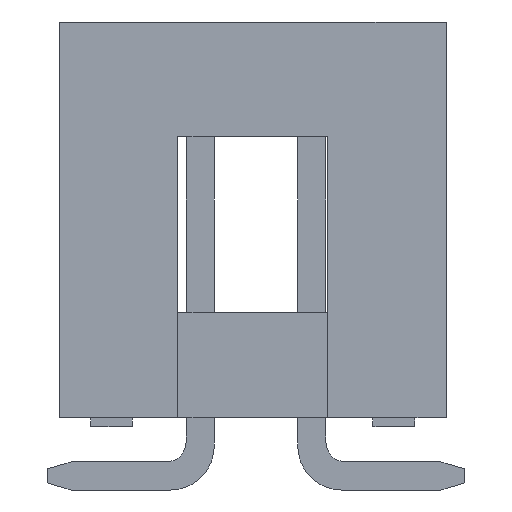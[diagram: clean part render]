
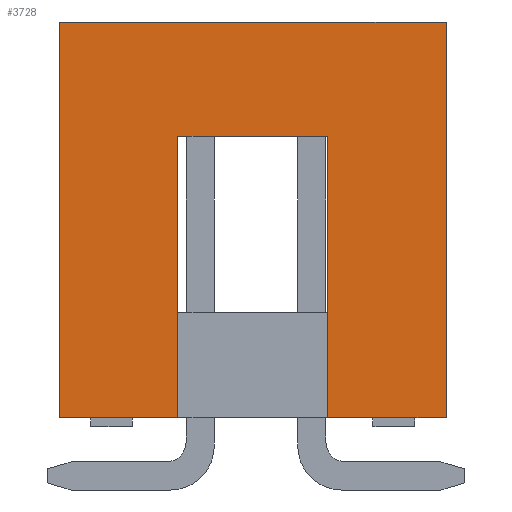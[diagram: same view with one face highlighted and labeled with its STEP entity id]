
A CAD part, left-side view. The second image highlights one B-rep face of the part: STEP entity #3728.
In plain terms, the highlighted planar face has unit normal (-1, 0, 0).
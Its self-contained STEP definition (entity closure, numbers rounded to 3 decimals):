
#3728=ADVANCED_FACE('',(#9272),#9273,.F.);
#3936=EDGE_CURVE('',#9550,#9553,#9554,.T.);
#3944=EDGE_CURVE('',#9562,#9565,#9566,.T.);
#7162=EDGE_CURVE('',#13857,#9553,#13858,.T.);
#7172=EDGE_CURVE('',#13869,#13857,#13870,.T.);
#7178=EDGE_CURVE('',#9562,#13869,#13877,.T.);
#7218=EDGE_CURVE('',#13925,#13928,#13929,.T.);
#7222=EDGE_CURVE('',#13928,#9550,#13933,.T.);
#7226=EDGE_CURVE('',#13925,#9565,#13937,.T.);
#9272=FACE_OUTER_BOUND('',#15973,.T.);
#9273=PLANE('',#15974);
#9550=VERTEX_POINT('',#16444);
#9553=VERTEX_POINT('',#16449);
#9554=LINE('',#16450,#16451);
#9562=VERTEX_POINT('',#16464);
#9565=VERTEX_POINT('',#16469);
#9566=LINE('',#16470,#16471);
#13857=VERTEX_POINT('',#23851);
#13858=LINE('',#23852,#23853);
#13869=VERTEX_POINT('',#23873);
#13870=LINE('',#23874,#23875);
#13877=LINE('',#23887,#23888);
#13925=VERTEX_POINT('',#23973);
#13928=VERTEX_POINT('',#23978);
#13929=LINE('',#23979,#23980);
#13933=LINE('',#23987,#23988);
#13937=LINE('',#23995,#23996);
#15973=EDGE_LOOP('',(#30083,#30084,#30085,#30086,#30087,#30088,#30089,#30090));
#15974=AXIS2_PLACEMENT_3D('',#30091,#30092,#30093);
#16444=CARTESIAN_POINT('',(-20.81,-4.4,0.0));
#16449=CARTESIAN_POINT('',(-20.81,-1.7,0.0));
#16450=CARTESIAN_POINT('',(-20.81,0.0,0.0));
#16451=VECTOR('',#30231,1.0);
#16464=CARTESIAN_POINT('',(-20.81,1.7,0.0));
#16469=CARTESIAN_POINT('',(-20.81,4.4,0.0));
#16470=CARTESIAN_POINT('',(-20.81,0.0,0.0));
#16471=VECTOR('',#30235,1.0);
#23851=CARTESIAN_POINT('',(-20.81,-1.7,6.4));
#23852=CARTESIAN_POINT('',(-20.81,-1.7,3.825));
#23853=VECTOR('',#32100,1.0);
#23873=CARTESIAN_POINT('',(-20.81,1.7,6.4));
#23874=CARTESIAN_POINT('',(-20.81,0.0,6.4));
#23875=VECTOR('',#32105,1.0);
#23887=CARTESIAN_POINT('',(-20.81,1.7,3.825));
#23888=VECTOR('',#32108,1.0);
#23973=CARTESIAN_POINT('',(-20.81,4.4,9.0));
#23978=CARTESIAN_POINT('',(-20.81,-4.4,9.0));
#23979=CARTESIAN_POINT('',(-20.81,0.0,9.0));
#23980=VECTOR('',#32128,1.0);
#23987=CARTESIAN_POINT('',(-20.81,-4.4,4.5));
#23988=VECTOR('',#32130,1.0);
#23995=CARTESIAN_POINT('',(-20.81,4.4,4.5));
#23996=VECTOR('',#32132,1.0);
#30083=ORIENTED_EDGE('',*,*,#7162,.T.);
#30084=ORIENTED_EDGE('',*,*,#3936,.F.);
#30085=ORIENTED_EDGE('',*,*,#7222,.F.);
#30086=ORIENTED_EDGE('',*,*,#7218,.F.);
#30087=ORIENTED_EDGE('',*,*,#7226,.T.);
#30088=ORIENTED_EDGE('',*,*,#3944,.F.);
#30089=ORIENTED_EDGE('',*,*,#7178,.T.);
#30090=ORIENTED_EDGE('',*,*,#7172,.T.);
#30091=CARTESIAN_POINT('',(-20.81,0.0,4.5));
#30092=DIRECTION('',(1.0,0.0,0.0));
#30093=DIRECTION('',(0.0,1.0,0.0));
#30231=DIRECTION('',(0.0,1.0,0.0));
#30235=DIRECTION('',(0.0,1.0,0.0));
#32100=DIRECTION('',(0.0,0.0,-1.0));
#32105=DIRECTION('',(0.0,-1.0,0.0));
#32108=DIRECTION('',(-0.0,0.0,1.0));
#32128=DIRECTION('',(0.0,-1.0,0.0));
#32130=DIRECTION('',(0.0,0.0,-1.0));
#32132=DIRECTION('',(0.0,0.0,-1.0));
